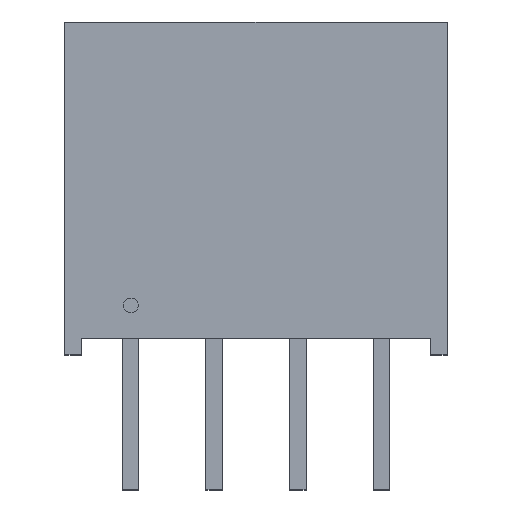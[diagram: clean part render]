
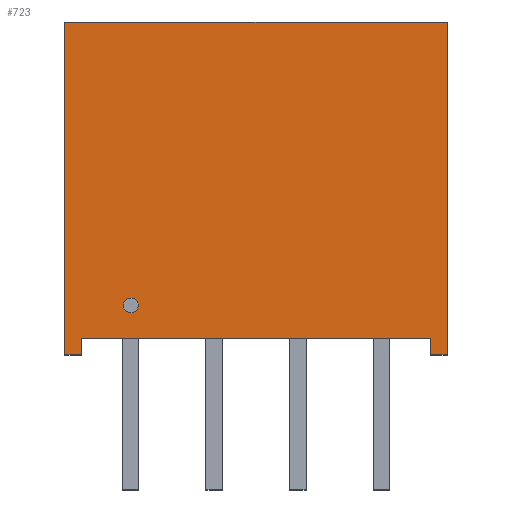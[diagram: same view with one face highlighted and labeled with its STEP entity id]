
A CAD part, top view. The second image highlights one B-rep face of the part: STEP entity #723.
In plain terms, the highlighted planar face has unit normal (0, 0, 1).
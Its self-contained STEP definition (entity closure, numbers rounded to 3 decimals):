
#39 = AXIS2_PLACEMENT_3D ( 'NONE', #583, #595, #753 ) ;
#43 = CARTESIAN_POINT ( 'NONE',  ( -5.3, 0., 6. ) ) ;
#45 = DIRECTION ( 'NONE',  ( 0., -1., 0. ) ) ;
#73 = VERTEX_POINT ( 'NONE', #420 ) ;
#104 = CARTESIAN_POINT ( 'NONE',  ( -5.8, 9.6, 6. ) ) ;
#131 = VERTEX_POINT ( 'NONE', #324 ) ;
#136 = EDGE_CURVE ( 'NONE', #131, #170, #731, .T. ) ;
#137 = DIRECTION ( 'NONE',  ( 0., 0., 1. ) ) ;
#170 = VERTEX_POINT ( 'NONE', #104 ) ;
#172 = ORIENTED_EDGE ( 'NONE', *, *, #914, .T. ) ;
#226 = DIRECTION ( 'NONE',  ( 1., 0., 0. ) ) ;
#277 = CARTESIAN_POINT ( 'NONE',  ( 5.8, -0.5, 6. ) ) ;
#300 = CARTESIAN_POINT ( 'NONE',  ( 5.3, 0., 6. ) ) ;
#324 = CARTESIAN_POINT ( 'NONE',  ( 5.8, 9.6, 6. ) ) ;
#362 = EDGE_LOOP ( 'NONE', ( #471, #697 ) ) ;
#379 = ORIENTED_EDGE ( 'NONE', *, *, #950, .T. ) ;
#383 = ORIENTED_EDGE ( 'NONE', *, *, #1041, .T. ) ;
#418 = FACE_OUTER_BOUND ( 'NONE', #988, .T. ) ;
#420 = CARTESIAN_POINT ( 'NONE',  ( -5.8, -0.5, 6. ) ) ;
#422 = CARTESIAN_POINT ( 'NONE',  ( 5.3, -0.5, 6. ) ) ;
#449 = EDGE_CURVE ( 'NONE', #913, #1149, #898, .T. ) ;
#465 = LINE ( 'NONE', #1063, #684 ) ;
#467 = DIRECTION ( 'NONE',  ( 1., 0., 0. ) ) ;
#469 = ORIENTED_EDGE ( 'NONE', *, *, #136, .T. ) ;
#471 = ORIENTED_EDGE ( 'NONE', *, *, #449, .F. ) ;
#472 = CARTESIAN_POINT ( 'NONE',  ( -5.8, 9.6, 6. ) ) ;
#474 = LINE ( 'NONE', #646, #549 ) ;
#489 = VECTOR ( 'NONE', #877, 1000. ) ;
#520 = LINE ( 'NONE', #585, #1083 ) ;
#525 = CARTESIAN_POINT ( 'NONE',  ( 5.8, -0.5, 6. ) ) ;
#533 = AXIS2_PLACEMENT_3D ( 'NONE', #925, #573, #928 ) ;
#549 = VECTOR ( 'NONE', #467, 1000. ) ;
#557 = CARTESIAN_POINT ( 'NONE',  ( -5.3, -0.5, 6. ) ) ;
#573 = DIRECTION ( 'NONE',  ( 0., 0., -1. ) ) ;
#579 = ORIENTED_EDGE ( 'NONE', *, *, #819, .T. ) ;
#583 = CARTESIAN_POINT ( 'NONE',  ( -3.8, 1., 6. ) ) ;
#585 = CARTESIAN_POINT ( 'NONE',  ( 5.3, 0., 6. ) ) ;
#589 = CARTESIAN_POINT ( 'NONE',  ( -3.8, 1., 6. ) ) ;
#595 = DIRECTION ( 'NONE',  ( 0., 0., 1. ) ) ;
#607 = DIRECTION ( 'NONE',  ( 0., -1., 0. ) ) ;
#630 = VECTOR ( 'NONE', #949, 1000. ) ;
#636 = CARTESIAN_POINT ( 'NONE',  ( -4.025, 1., 6. ) ) ;
#641 = VERTEX_POINT ( 'NONE', #1071 ) ;
#646 = CARTESIAN_POINT ( 'NONE',  ( -5.3, -0.5, 6. ) ) ;
#648 = CARTESIAN_POINT ( 'NONE',  ( -5.3, 0., 6. ) ) ;
#657 = FACE_BOUND ( 'NONE', #362, .T. ) ;
#665 = VECTOR ( 'NONE', #714, 1000. ) ;
#684 = VECTOR ( 'NONE', #607, 1000. ) ;
#697 = ORIENTED_EDGE ( 'NONE', *, *, #834, .F. ) ;
#701 = ORIENTED_EDGE ( 'NONE', *, *, #1016, .T. ) ;
#706 = AXIS2_PLACEMENT_3D ( 'NONE', #589, #137, #226 ) ;
#707 = VECTOR ( 'NONE', #732, 1000. ) ;
#714 = DIRECTION ( 'NONE',  ( -1., 0., 0. ) ) ;
#717 = VERTEX_POINT ( 'NONE', #557 ) ;
#723 = ADVANCED_FACE ( 'NONE', ( #657, #418 ), #835, .F. ) ;
#731 = LINE ( 'NONE', #472, #665 ) ;
#732 = DIRECTION ( 'NONE',  ( 1., 0., 0. ) ) ;
#746 = LINE ( 'NONE', #525, #888 ) ;
#753 = DIRECTION ( 'NONE',  ( 1., 0., 0. ) ) ;
#772 = CARTESIAN_POINT ( 'NONE',  ( -3.575, 1., 6. ) ) ;
#791 = EDGE_CURVE ( 'NONE', #1009, #971, #1110, .T. ) ;
#819 = EDGE_CURVE ( 'NONE', #971, #641, #520, .T. ) ;
#828 = EDGE_CURVE ( 'NONE', #717, #1009, #1123, .T. ) ;
#829 = ORIENTED_EDGE ( 'NONE', *, *, #828, .T. ) ;
#834 = EDGE_CURVE ( 'NONE', #1149, #913, #980, .T. ) ;
#835 = PLANE ( 'NONE',  #533 ) ;
#854 = CARTESIAN_POINT ( 'NONE',  ( -5.3, 0., 6. ) ) ;
#877 = DIRECTION ( 'NONE',  ( 1., 0., 0. ) ) ;
#888 = VECTOR ( 'NONE', #991, 1000. ) ;
#898 = CIRCLE ( 'NONE', #706, 0.225 ) ;
#913 = VERTEX_POINT ( 'NONE', #772 ) ;
#914 = EDGE_CURVE ( 'NONE', #641, #1127, #1146, .T. ) ;
#925 = CARTESIAN_POINT ( 'NONE',  ( 5.8, 9.6, 6. ) ) ;
#928 = DIRECTION ( 'NONE',  ( -1., 0., 0. ) ) ;
#949 = DIRECTION ( 'NONE',  ( 0., 1., 0. ) ) ;
#950 = EDGE_CURVE ( 'NONE', #73, #717, #474, .T. ) ;
#971 = VERTEX_POINT ( 'NONE', #300 ) ;
#977 = ORIENTED_EDGE ( 'NONE', *, *, #791, .T. ) ;
#980 = CIRCLE ( 'NONE', #39, 0.225 ) ;
#988 = EDGE_LOOP ( 'NONE', ( #383, #469, #701, #379, #829, #977, #579, #172 ) ) ;
#991 = DIRECTION ( 'NONE',  ( 0., 1., 0. ) ) ;
#1009 = VERTEX_POINT ( 'NONE', #43 ) ;
#1016 = EDGE_CURVE ( 'NONE', #170, #73, #465, .T. ) ;
#1041 = EDGE_CURVE ( 'NONE', #1127, #131, #746, .T. ) ;
#1063 = CARTESIAN_POINT ( 'NONE',  ( -5.8, -0.5, 6. ) ) ;
#1071 = CARTESIAN_POINT ( 'NONE',  ( 5.3, -0.5, 6. ) ) ;
#1083 = VECTOR ( 'NONE', #45, 1000. ) ;
#1110 = LINE ( 'NONE', #648, #707 ) ;
#1123 = LINE ( 'NONE', #854, #630 ) ;
#1127 = VERTEX_POINT ( 'NONE', #277 ) ;
#1146 = LINE ( 'NONE', #422, #489 ) ;
#1149 = VERTEX_POINT ( 'NONE', #636 ) ;
